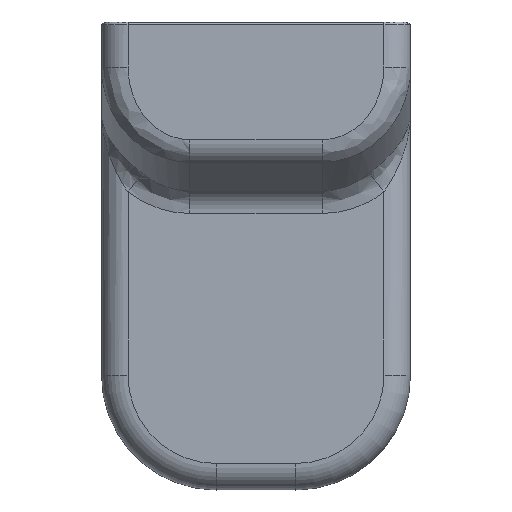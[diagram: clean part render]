
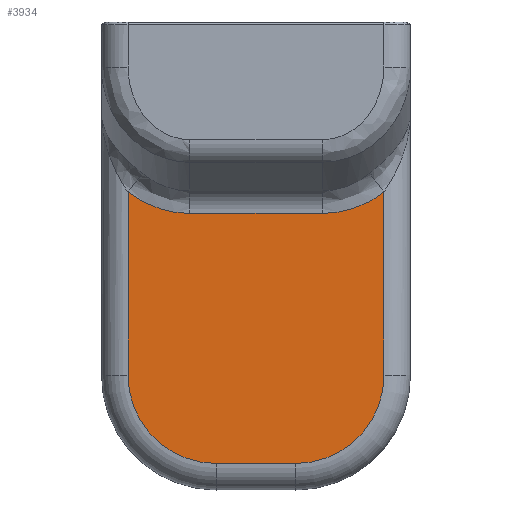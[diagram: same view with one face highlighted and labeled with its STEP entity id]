
A CAD part, top view. The second image highlights one B-rep face of the part: STEP entity #3934.
In plain terms, the highlighted planar face has unit normal (0, 0, 1).
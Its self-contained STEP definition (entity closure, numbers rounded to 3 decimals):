
#44=ELLIPSE('',#4347,15.277,13.);
#47=ELLIPSE('',#4358,15.277,13.);
#132=PLANE('',#4355);
#538=FACE_OUTER_BOUND('',#790,.T.);
#790=EDGE_LOOP('',(#3524,#3525,#3526,#3527,#3528,#3529,#3530,#3531));
#1008=CIRCLE('',#4356,10.);
#1009=CIRCLE('',#4357,10.);
#1286=LINE('',#7698,#1572);
#1288=LINE('',#7708,#1574);
#1289=LINE('',#7712,#1575);
#1290=LINE('',#7716,#1576);
#1572=VECTOR('',#5410,10.);
#1574=VECTOR('',#5422,10.);
#1575=VECTOR('',#5425,10.);
#1576=VECTOR('',#5430,10.);
#1913=VERTEX_POINT('',#7632);
#1914=VERTEX_POINT('',#7634);
#1916=VERTEX_POINT('',#7686);
#1917=VERTEX_POINT('',#7697);
#1920=VERTEX_POINT('',#7707);
#1921=VERTEX_POINT('',#7709);
#1922=VERTEX_POINT('',#7711);
#1923=VERTEX_POINT('',#7714);
#2467=EDGE_CURVE('',#1913,#1914,#44,.T.);
#2472=EDGE_CURVE('',#1916,#1917,#1286,.T.);
#2477=EDGE_CURVE('',#1920,#1913,#1288,.T.);
#2478=EDGE_CURVE('',#1921,#1920,#1008,.T.);
#2479=EDGE_CURVE('',#1922,#1921,#1289,.T.);
#2480=EDGE_CURVE('',#1917,#1922,#1009,.T.);
#2481=EDGE_CURVE('',#1923,#1916,#47,.T.);
#2482=EDGE_CURVE('',#1914,#1923,#1290,.T.);
#3524=ORIENTED_EDGE('',*,*,#2477,.F.);
#3525=ORIENTED_EDGE('',*,*,#2478,.F.);
#3526=ORIENTED_EDGE('',*,*,#2479,.F.);
#3527=ORIENTED_EDGE('',*,*,#2480,.F.);
#3528=ORIENTED_EDGE('',*,*,#2472,.F.);
#3529=ORIENTED_EDGE('',*,*,#2481,.F.);
#3530=ORIENTED_EDGE('',*,*,#2482,.F.);
#3531=ORIENTED_EDGE('',*,*,#2467,.F.);
#3934=ADVANCED_FACE('',(#538),#132,.T.);
#4347=AXIS2_PLACEMENT_3D('',#7635,#5402,#5403);
#4355=AXIS2_PLACEMENT_3D('',#7706,#5420,#5421);
#4356=AXIS2_PLACEMENT_3D('',#7710,#5423,#5424);
#4357=AXIS2_PLACEMENT_3D('',#7713,#5426,#5427);
#4358=AXIS2_PLACEMENT_3D('',#7715,#5428,#5429);
#5402=DIRECTION('center_axis',(0.,0.,1.));
#5403=DIRECTION('ref_axis',(0.,-1.,0.));
#5410=DIRECTION('',(0.,-1.,0.));
#5420=DIRECTION('center_axis',(0.,0.,1.));
#5421=DIRECTION('ref_axis',(1.,0.,0.));
#5422=DIRECTION('',(0.,1.,0.));
#5423=DIRECTION('center_axis',(0.,0.,-1.));
#5424=DIRECTION('ref_axis',(-0.707,-0.707,0.));
#5425=DIRECTION('',(-1.,0.,0.));
#5426=DIRECTION('center_axis',(0.,0.,-1.));
#5427=DIRECTION('ref_axis',(0.707,-0.707,0.));
#5428=DIRECTION('center_axis',(0.,0.,1.));
#5429=DIRECTION('ref_axis',(0.,-1.,0.));
#5430=DIRECTION('',(1.,0.,0.));
#7632=CARTESIAN_POINT('',(-14.5,2.73,2.));
#7634=CARTESIAN_POINT('',(-7.5,0.326,2.));
#7635=CARTESIAN_POINT('Origin',(-7.5,15.604,2.));
#7686=CARTESIAN_POINT('',(14.5,2.73,2.));
#7697=CARTESIAN_POINT('',(14.5,-18.,2.));
#7698=CARTESIAN_POINT('',(14.5,3.75,2.));
#7706=CARTESIAN_POINT('Origin',(0.,-14.5,2.));
#7707=CARTESIAN_POINT('',(-14.5,-18.,2.));
#7708=CARTESIAN_POINT('',(-14.5,-16.25,2.));
#7709=CARTESIAN_POINT('',(-4.5,-28.,2.));
#7710=CARTESIAN_POINT('Origin',(-4.5,-18.,2.));
#7711=CARTESIAN_POINT('',(4.5,-28.,2.));
#7712=CARTESIAN_POINT('',(2.25,-28.,2.));
#7713=CARTESIAN_POINT('Origin',(4.5,-18.,2.));
#7714=CARTESIAN_POINT('',(7.5,0.326,2.));
#7715=CARTESIAN_POINT('Origin',(7.5,15.604,2.));
#7716=CARTESIAN_POINT('',(0.,0.326,2.));
